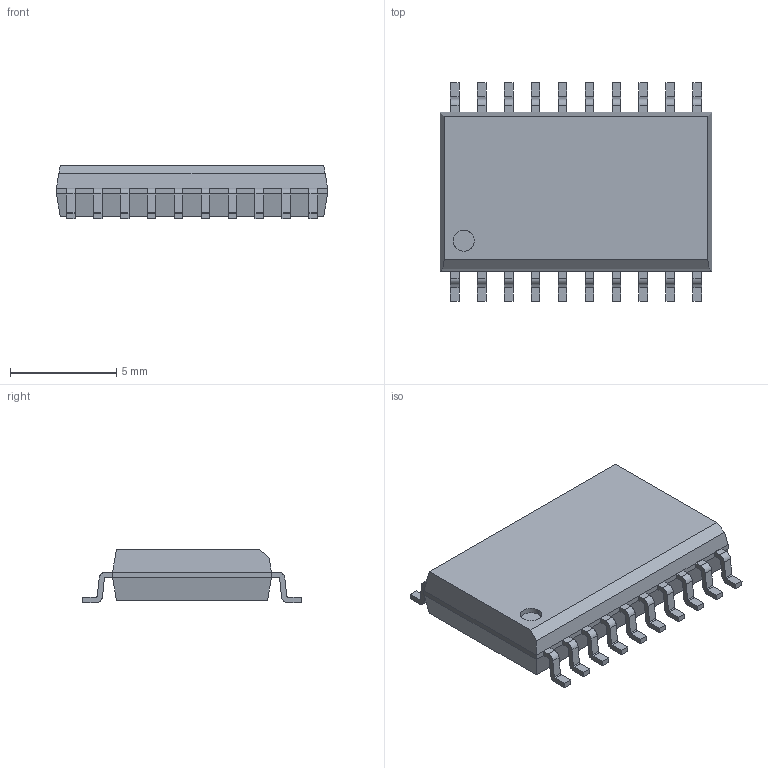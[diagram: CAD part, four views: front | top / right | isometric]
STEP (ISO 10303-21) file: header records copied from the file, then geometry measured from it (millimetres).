
FILE_DESCRIPTION(/* description */ (''),/* implementation_level */ '2;1');
FILE_NAME(/* name */ 'SOIC_20p_75',/* time_stamp */ '2022-09-04T19:11:52-04:00',/* author */ (''),/* organization */ (''),/* preprocessor_version */ 'ST-DEVELOPER v16.5',/* originating_system */ 'Rhino 7.19',/* authorisation */ '');
FILE_SCHEMA (('AUTOMOTIVE_DESIGN'));
Length unit declared in the file: millimetre
Products named in the file (1): Document
Bounding box: 12.8 x 10.3 x 2.5 mm (x, y, z)
Volume: 226 mm3; surface area: 338.4 mm2
Topology: 21 solids, 21 shells, 298 faces, 757 edges, 502 vertices
Faces by surface type: plane 216, cylinder 82
Entity records: 7836 total; most frequent: CARTESIAN_POINT 2508, ORIENTED_EDGE 1514, EDGE_CURVE 757, B_SPLINE_CURVE_WITH_KNOTS 511, VERTEX_POINT 502, DIRECTION 302, AXIS2_PLACEMENT_3D 300, EDGE_LOOP 299
